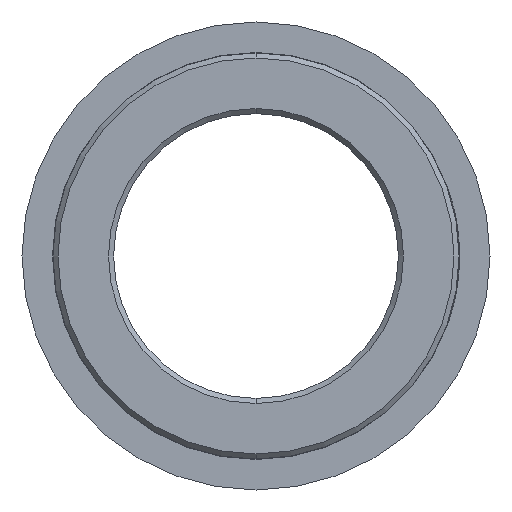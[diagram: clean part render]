
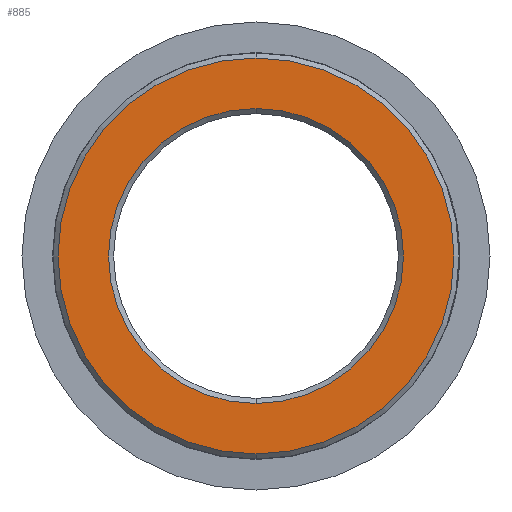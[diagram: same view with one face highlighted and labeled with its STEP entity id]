
A CAD part, front view. The second image highlights one B-rep face of the part: STEP entity #885.
In plain terms, the highlighted planar face has unit normal (0, -1, 0).
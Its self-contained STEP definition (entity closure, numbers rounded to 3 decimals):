
#15 = FACE_OUTER_BOUND ( 'NONE', #2136, .T. ) ;
#26 = VERTEX_POINT ( 'NONE', #1047 ) ;
#29 = DIRECTION ( 'NONE',  ( 0., -1., 0. ) ) ;
#89 = CIRCLE ( 'NONE', #570, 19.46 ) ;
#92 = CIRCLE ( 'NONE', #1435, 19.46 ) ;
#209 = EDGE_CURVE ( 'NONE', #26, #847, #92, .T. ) ;
#291 = DIRECTION ( 'NONE',  ( 0., 0., -1. ) ) ;
#312 = CARTESIAN_POINT ( 'NONE',  ( 0., -44.313, 19.46 ) ) ;
#443 = DIRECTION ( 'NONE',  ( 0., -1., 0. ) ) ;
#461 = ORIENTED_EDGE ( 'NONE', *, *, #1104, .F. ) ;
#506 = DIRECTION ( 'NONE',  ( 0., -1., 0. ) ) ;
#563 = CARTESIAN_POINT ( 'NONE',  ( 0., -44.313, -14.5 ) ) ;
#570 = AXIS2_PLACEMENT_3D ( 'NONE', #1199, #1851, #765 ) ;
#626 = DIRECTION ( 'NONE',  ( 0., 0., -1. ) ) ;
#755 = VERTEX_POINT ( 'NONE', #1343 ) ;
#765 = DIRECTION ( 'NONE',  ( 0., 0., -1. ) ) ;
#796 = CIRCLE ( 'NONE', #1310, 14.5 ) ;
#802 = AXIS2_PLACEMENT_3D ( 'NONE', #1526, #506, #291 ) ;
#847 = VERTEX_POINT ( 'NONE', #312 ) ;
#859 = EDGE_CURVE ( 'NONE', #847, #26, #89, .T. ) ;
#885 = ADVANCED_FACE ( 'NONE', ( #15, #1632 ), #996, .T. ) ;
#996 = PLANE ( 'NONE',  #1454 ) ;
#1047 = CARTESIAN_POINT ( 'NONE',  ( 0., -44.313, -19.46 ) ) ;
#1104 = EDGE_CURVE ( 'NONE', #755, #1237, #2699, .T. ) ;
#1185 = DIRECTION ( 'NONE',  ( 0., 0., -1. ) ) ;
#1199 = CARTESIAN_POINT ( 'NONE',  ( 0., -44.313, 0. ) ) ;
#1237 = VERTEX_POINT ( 'NONE', #563 ) ;
#1310 = AXIS2_PLACEMENT_3D ( 'NONE', #1517, #443, #626 ) ;
#1328 = DIRECTION ( 'NONE',  ( 0., 0., -1. ) ) ;
#1343 = CARTESIAN_POINT ( 'NONE',  ( 0., -44.313, 14.5 ) ) ;
#1435 = AXIS2_PLACEMENT_3D ( 'NONE', #2574, #29, #1328 ) ;
#1454 = AXIS2_PLACEMENT_3D ( 'NONE', #2656, #1835, #1185 ) ;
#1517 = CARTESIAN_POINT ( 'NONE',  ( 0., -44.313, 0. ) ) ;
#1526 = CARTESIAN_POINT ( 'NONE',  ( 0., -44.313, 0. ) ) ;
#1632 = FACE_BOUND ( 'NONE', #1750, .T. ) ;
#1750 = EDGE_LOOP ( 'NONE', ( #2286, #461 ) ) ;
#1835 = DIRECTION ( 'NONE',  ( 0., -1., 0. ) ) ;
#1851 = DIRECTION ( 'NONE',  ( 0., -1., 0. ) ) ;
#2074 = ORIENTED_EDGE ( 'NONE', *, *, #859, .T. ) ;
#2136 = EDGE_LOOP ( 'NONE', ( #2074, #2295 ) ) ;
#2286 = ORIENTED_EDGE ( 'NONE', *, *, #2347, .F. ) ;
#2295 = ORIENTED_EDGE ( 'NONE', *, *, #209, .T. ) ;
#2347 = EDGE_CURVE ( 'NONE', #1237, #755, #796, .T. ) ;
#2574 = CARTESIAN_POINT ( 'NONE',  ( 0., -44.313, 0. ) ) ;
#2656 = CARTESIAN_POINT ( 'NONE',  ( 19.46, -44.313, 0. ) ) ;
#2699 = CIRCLE ( 'NONE', #802, 14.5 ) ;
